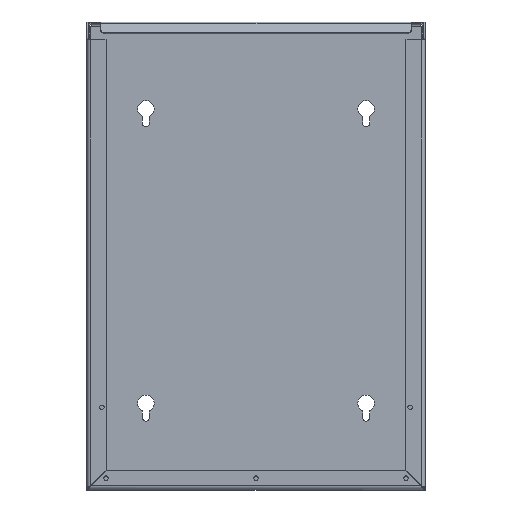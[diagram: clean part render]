
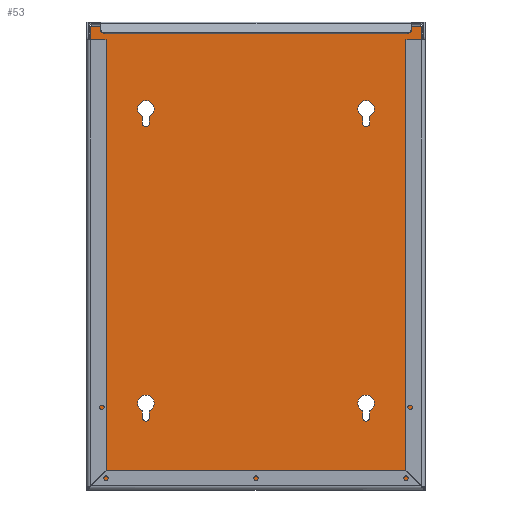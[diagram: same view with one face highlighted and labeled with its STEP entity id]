
A CAD part, top view. The second image highlights one B-rep face of the part: STEP entity #53.
In plain terms, the highlighted planar face has unit normal (0, 0, 1).
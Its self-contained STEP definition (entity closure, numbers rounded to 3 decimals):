
#53=ADVANCED_FACE('',(#1520,#1522,#1524,#1526,#1528),#1530,.T.);
#1520=FACE_BOUND('',#1521,.T.);
#1521=EDGE_LOOP('',(#3707,#3708,#3709,#3710));
#1522=FACE_BOUND('',#1523,.T.);
#1523=EDGE_LOOP('',(#3711,#3712,#3713,#3714));
#1524=FACE_BOUND('',#1525,.T.);
#1525=EDGE_LOOP('',(#3715,#3716,#3717,#3718));
#1526=FACE_BOUND('',#1527,.T.);
#1527=EDGE_LOOP('',(#3719,#3720,#3721,#3722));
#1528=FACE_BOUND('',#1529,.T.);
#1529=EDGE_LOOP('',(#3723,#3724,#3725,#3726));
#1530=PLANE('',#1531);
#1531=AXIS2_PLACEMENT_3D('',#1532,#1533,#1534);
#1532=CARTESIAN_POINT('',(0.,0.,1.));
#1533=DIRECTION('',(0.,0.,1.));
#1534=DIRECTION('',(-1.,0.,0.));
#3707=ORIENTED_EDGE('',*,*,#4491,.T.);
#3708=ORIENTED_EDGE('',*,*,#4492,.T.);
#3709=ORIENTED_EDGE('',*,*,#4493,.T.);
#3710=ORIENTED_EDGE('',*,*,#4494,.T.);
#3711=ORIENTED_EDGE('',*,*,#4495,.T.);
#3712=ORIENTED_EDGE('',*,*,#4496,.T.);
#3713=ORIENTED_EDGE('',*,*,#4497,.T.);
#3714=ORIENTED_EDGE('',*,*,#4498,.T.);
#3715=ORIENTED_EDGE('',*,*,#4499,.T.);
#3716=ORIENTED_EDGE('',*,*,#4500,.T.);
#3717=ORIENTED_EDGE('',*,*,#4501,.T.);
#3718=ORIENTED_EDGE('',*,*,#4502,.T.);
#3719=ORIENTED_EDGE('',*,*,#4503,.T.);
#3720=ORIENTED_EDGE('',*,*,#4504,.T.);
#3721=ORIENTED_EDGE('',*,*,#4505,.T.);
#3722=ORIENTED_EDGE('',*,*,#4506,.T.);
#3723=ORIENTED_EDGE('',*,*,#4507,.T.);
#3724=ORIENTED_EDGE('',*,*,#4508,.T.);
#3725=ORIENTED_EDGE('',*,*,#4509,.T.);
#3726=ORIENTED_EDGE('',*,*,#4510,.T.);
#4491=EDGE_CURVE('',#4883,#4884,#4885,.T.);
#4492=EDGE_CURVE('',#4884,#4886,#4887,.T.);
#4493=EDGE_CURVE('',#4886,#4888,#4889,.T.);
#4494=EDGE_CURVE('',#4888,#4883,#4890,.T.);
#4495=EDGE_CURVE('',#4891,#4892,#4893,.F.);
#4496=EDGE_CURVE('',#4892,#4894,#4895,.T.);
#4497=EDGE_CURVE('',#4894,#4896,#4897,.F.);
#4498=EDGE_CURVE('',#4896,#4891,#4898,.T.);
#4499=EDGE_CURVE('',#4899,#4900,#4901,.T.);
#4500=EDGE_CURVE('',#4900,#4902,#4903,.F.);
#4501=EDGE_CURVE('',#4902,#4904,#4905,.T.);
#4502=EDGE_CURVE('',#4904,#4899,#4906,.F.);
#4503=EDGE_CURVE('',#4907,#4908,#4909,.F.);
#4504=EDGE_CURVE('',#4908,#4910,#4911,.T.);
#4505=EDGE_CURVE('',#4910,#4912,#4913,.F.);
#4506=EDGE_CURVE('',#4912,#4907,#4914,.T.);
#4507=EDGE_CURVE('',#4915,#4916,#4917,.T.);
#4508=EDGE_CURVE('',#4916,#4918,#4919,.F.);
#4509=EDGE_CURVE('',#4918,#4920,#4921,.T.);
#4510=EDGE_CURVE('',#4920,#4915,#4922,.F.);
#4883=VERTEX_POINT('',#5517);
#4884=VERTEX_POINT('',#5518);
#4885=LINE('',#5519,#5520);
#4886=VERTEX_POINT('',#5522);
#4887=LINE('',#5523,#5524);
#4888=VERTEX_POINT('',#5526);
#4889=LINE('',#5527,#5528);
#4890=LINE('',#5530,#5531);
#4891=VERTEX_POINT('',#5533);
#4892=VERTEX_POINT('',#5534);
#4893=LINE('',#5535,#5536);
#4894=VERTEX_POINT('',#5538);
#4895=CIRCLE('',#5539,2.5);
#4896=VERTEX_POINT('',#5543);
#4897=LINE('',#5544,#5545);
#4898=CIRCLE('',#5547,6.);
#4899=VERTEX_POINT('',#5551);
#4900=VERTEX_POINT('',#5552);
#4901=CIRCLE('',#5553,6.);
#4902=VERTEX_POINT('',#5557);
#4903=LINE('',#5558,#5559);
#4904=VERTEX_POINT('',#5561);
#4905=CIRCLE('',#5562,2.5);
#4906=LINE('',#5566,#5567);
#4907=VERTEX_POINT('',#5569);
#4908=VERTEX_POINT('',#5570);
#4909=LINE('',#5571,#5572);
#4910=VERTEX_POINT('',#5574);
#4911=CIRCLE('',#5575,2.5);
#4912=VERTEX_POINT('',#5579);
#4913=LINE('',#5580,#5581);
#4914=CIRCLE('',#5583,6.);
#4915=VERTEX_POINT('',#5587);
#4916=VERTEX_POINT('',#5588);
#4917=CIRCLE('',#5589,6.);
#4918=VERTEX_POINT('',#5593);
#4919=LINE('',#5594,#5595);
#4920=VERTEX_POINT('',#5597);
#4921=CIRCLE('',#5598,2.5);
#4922=LINE('',#5602,#5603);
#5517=CARTESIAN_POINT('',(-120.,-167.,1.));
#5518=CARTESIAN_POINT('',(120.,-167.,1.));
#5519=CARTESIAN_POINT('',(-120.,-167.,1.));
#5520=VECTOR('',#5521,1.);
#5521=DIRECTION('',(1.,0.,0.));
#5522=CARTESIAN_POINT('',(120.,167.,1.));
#5523=CARTESIAN_POINT('',(120.,-167.,1.));
#5524=VECTOR('',#5525,1.);
#5525=DIRECTION('',(0.,1.,0.));
#5526=CARTESIAN_POINT('',(-120.,167.,1.));
#5527=CARTESIAN_POINT('',(120.,167.,1.));
#5528=VECTOR('',#5529,1.);
#5529=DIRECTION('',(-1.,0.,0.));
#5530=CARTESIAN_POINT('',(-120.,167.,1.));
#5531=VECTOR('',#5532,1.);
#5532=DIRECTION('',(0.,-1.,0.));
#5533=CARTESIAN_POINT('',(82.5,-112.454,1.));
#5534=CARTESIAN_POINT('',(82.5,-117.5,1.));
#5535=CARTESIAN_POINT('',(82.5,-117.5,1.));
#5536=VECTOR('',#5537,1.);
#5537=DIRECTION('',(0.,1.,0.));
#5538=CARTESIAN_POINT('',(77.5,-117.5,1.));
#5539=AXIS2_PLACEMENT_3D('',#5540,#5541,#5542);
#5540=CARTESIAN_POINT('',(80.,-117.5,1.));
#5541=DIRECTION('',(0.,0.,-1.));
#5542=DIRECTION('',(1.,0.,0.));
#5543=CARTESIAN_POINT('',(77.5,-112.454,1.));
#5544=CARTESIAN_POINT('',(77.5,-112.454,1.));
#5545=VECTOR('',#5546,1.);
#5546=DIRECTION('',(0.,-1.,0.));
#5547=AXIS2_PLACEMENT_3D('',#5548,#5549,#5550);
#5548=CARTESIAN_POINT('',(80.,-107.,1.));
#5549=DIRECTION('',(0.,0.,-1.));
#5550=DIRECTION('',(-0.417,-0.909,0.));
#5551=CARTESIAN_POINT('',(-82.5,-112.454,1.));
#5552=CARTESIAN_POINT('',(-77.5,-112.454,1.));
#5553=AXIS2_PLACEMENT_3D('',#5554,#5555,#5556);
#5554=CARTESIAN_POINT('',(-80.,-107.,1.));
#5555=DIRECTION('',(0.,0.,-1.));
#5556=DIRECTION('',(-0.417,-0.909,0.));
#5557=CARTESIAN_POINT('',(-77.5,-117.5,1.));
#5558=CARTESIAN_POINT('',(-77.5,-117.5,1.));
#5559=VECTOR('',#5560,1.);
#5560=DIRECTION('',(0.,1.,0.));
#5561=CARTESIAN_POINT('',(-82.5,-117.5,1.));
#5562=AXIS2_PLACEMENT_3D('',#5563,#5564,#5565);
#5563=CARTESIAN_POINT('',(-80.,-117.5,1.));
#5564=DIRECTION('',(0.,0.,-1.));
#5565=DIRECTION('',(1.,0.,0.));
#5566=CARTESIAN_POINT('',(-82.5,-112.454,1.));
#5567=VECTOR('',#5568,1.);
#5568=DIRECTION('',(0.,-1.,0.));
#5569=CARTESIAN_POINT('',(82.5,101.546,1.));
#5570=CARTESIAN_POINT('',(82.5,96.5,1.));
#5571=CARTESIAN_POINT('',(82.5,96.5,1.));
#5572=VECTOR('',#5573,1.);
#5573=DIRECTION('',(0.,1.,0.));
#5574=CARTESIAN_POINT('',(77.5,96.5,1.));
#5575=AXIS2_PLACEMENT_3D('',#5576,#5577,#5578);
#5576=CARTESIAN_POINT('',(80.,96.5,1.));
#5577=DIRECTION('',(0.,0.,-1.));
#5578=DIRECTION('',(1.,0.,0.));
#5579=CARTESIAN_POINT('',(77.5,101.546,1.));
#5580=CARTESIAN_POINT('',(77.5,101.546,1.));
#5581=VECTOR('',#5582,1.);
#5582=DIRECTION('',(0.,-1.,0.));
#5583=AXIS2_PLACEMENT_3D('',#5584,#5585,#5586);
#5584=CARTESIAN_POINT('',(80.,107.,1.));
#5585=DIRECTION('',(0.,0.,-1.));
#5586=DIRECTION('',(-0.417,-0.909,0.));
#5587=CARTESIAN_POINT('',(-82.5,101.546,1.));
#5588=CARTESIAN_POINT('',(-77.5,101.546,1.));
#5589=AXIS2_PLACEMENT_3D('',#5590,#5591,#5592);
#5590=CARTESIAN_POINT('',(-80.,107.,1.));
#5591=DIRECTION('',(0.,0.,-1.));
#5592=DIRECTION('',(-0.417,-0.909,0.));
#5593=CARTESIAN_POINT('',(-77.5,96.5,1.));
#5594=CARTESIAN_POINT('',(-77.5,96.5,1.));
#5595=VECTOR('',#5596,1.);
#5596=DIRECTION('',(0.,1.,0.));
#5597=CARTESIAN_POINT('',(-82.5,96.5,1.));
#5598=AXIS2_PLACEMENT_3D('',#5599,#5600,#5601);
#5599=CARTESIAN_POINT('',(-80.,96.5,1.));
#5600=DIRECTION('',(0.,0.,-1.));
#5601=DIRECTION('',(1.,0.,0.));
#5602=CARTESIAN_POINT('',(-82.5,101.546,1.));
#5603=VECTOR('',#5604,1.);
#5604=DIRECTION('',(0.,-1.,0.));
